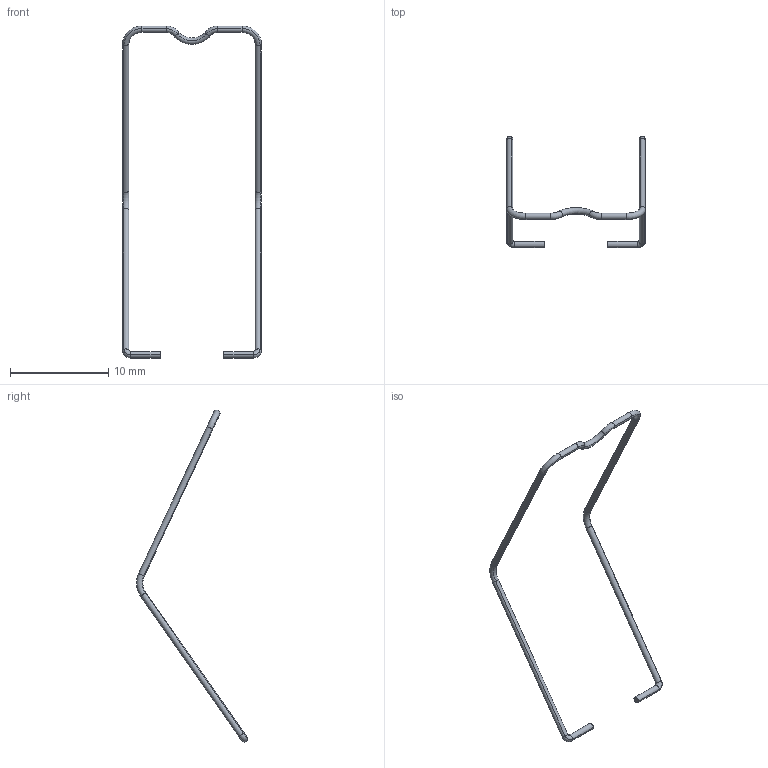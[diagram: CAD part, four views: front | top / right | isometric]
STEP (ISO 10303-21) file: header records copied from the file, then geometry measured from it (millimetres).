
FILE_DESCRIPTION(('CATIA V5R19 STEP'),'2;1');
FILE_NAME ('8204304_3', '2015-10-05T11:00:13+00:00', ('Weidmueller Interface'), ('Weidmueller'), 'CATIA Version 5 Release 20 SP 5 (IN-10)', 'CATIA V5 STEP AP214', 'none');
FILE_SCHEMA(('AUTOMOTIVE_DESIGN { 1 0 10303 214 1 1 1 1 }'));
Length unit declared in the file: millimetre
Products named in the file (1): 8693370000
Bounding box: 14.15 x 11.32 x 33.86 mm (x, y, z)
Volume: 31.9 mm3; surface area: 196.8 mm2
Topology: 1 solids, 1 shells, 36 faces, 70 edges, 36 vertices
Faces by surface type: torus 18, cylinder 16, plane 2
Entity records: 1039 total; most frequent: ORIENTED_EDGE 140, CARTESIAN_POINT 124, DIRECTION 104, AXIS2_PLACEMENT_3D 72, EDGE_CURVE 70, CIRCLE 54, PRESENTATION_STYLE_ASSIGNMENT 37, SURFACE_STYLE_USAGE 37
